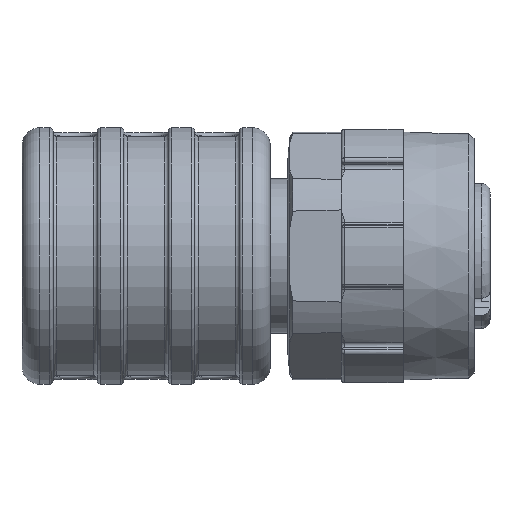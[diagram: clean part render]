
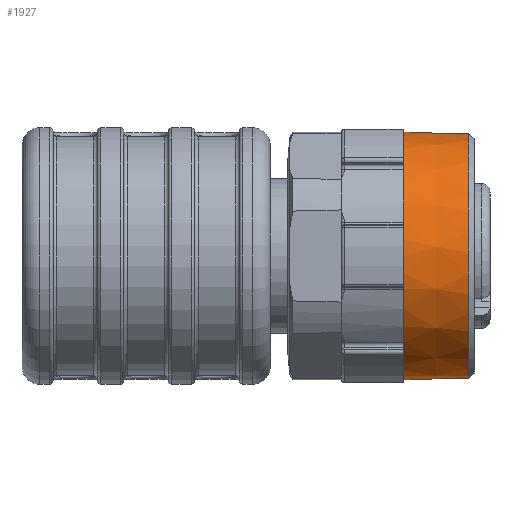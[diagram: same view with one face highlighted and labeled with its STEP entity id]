
A CAD part, front view. The second image highlights one B-rep face of the part: STEP entity #1927.
In plain terms, the highlighted conical face has half-angle 1 degrees and reference radius 7 mm.
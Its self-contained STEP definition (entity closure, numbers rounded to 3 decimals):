
#387=CONICAL_SURFACE('',#6776,7.,1.);
#1927=ADVANCED_FACE('',(#2321,#2322),#387,.T.);
#2321=FACE_BOUND('',#2549,.T.);
#2322=FACE_BOUND('',#2550,.T.);
#2549=EDGE_LOOP('',(#3594));
#2550=EDGE_LOOP('',(#3595,#3596,#3597,#3598,#3599,#3600,#3601,#3602,#3603,
#3604,#3605,#3606));
#3594=ORIENTED_EDGE('',*,*,#5664,.T.);
#3595=ORIENTED_EDGE('',*,*,#5665,.T.);
#3596=ORIENTED_EDGE('',*,*,#5505,.T.);
#3597=ORIENTED_EDGE('',*,*,#5666,.F.);
#3598=ORIENTED_EDGE('',*,*,#5533,.T.);
#3599=ORIENTED_EDGE('',*,*,#5667,.F.);
#3600=ORIENTED_EDGE('',*,*,#5554,.T.);
#3601=ORIENTED_EDGE('',*,*,#5668,.F.);
#3602=ORIENTED_EDGE('',*,*,#5575,.T.);
#3603=ORIENTED_EDGE('',*,*,#5669,.F.);
#3604=ORIENTED_EDGE('',*,*,#5596,.T.);
#3605=ORIENTED_EDGE('',*,*,#5670,.F.);
#3606=ORIENTED_EDGE('',*,*,#5663,.T.);
#4823=VERTEX_POINT('',#10057);
#4825=VERTEX_POINT('',#10060);
#4846=VERTEX_POINT('',#10127);
#4850=VERTEX_POINT('',#10136);
#4864=VERTEX_POINT('',#10190);
#4868=VERTEX_POINT('',#10199);
#4882=VERTEX_POINT('',#10253);
#4886=VERTEX_POINT('',#10262);
#4900=VERTEX_POINT('',#10316);
#4904=VERTEX_POINT('',#10325);
#4938=VERTEX_POINT('',#10548);
#4942=VERTEX_POINT('',#10557);
#4943=VERTEX_POINT('',#10561);
#5505=EDGE_CURVE('',#4825,#4823,#6230,.T.);
#5533=EDGE_CURVE('',#4846,#4850,#6245,.T.);
#5554=EDGE_CURVE('',#4864,#4868,#6255,.T.);
#5575=EDGE_CURVE('',#4882,#4886,#6265,.T.);
#5596=EDGE_CURVE('',#4900,#4904,#6275,.T.);
#5663=EDGE_CURVE('',#4938,#4942,#6301,.T.);
#5664=EDGE_CURVE('',#4943,#4943,#6302,.T.);
#5665=EDGE_CURVE('',#4942,#4825,#6303,.T.);
#5666=EDGE_CURVE('',#4846,#4823,#6304,.T.);
#5667=EDGE_CURVE('',#4864,#4850,#6305,.T.);
#5668=EDGE_CURVE('',#4882,#4868,#6306,.T.);
#5669=EDGE_CURVE('',#4900,#4886,#6307,.T.);
#5670=EDGE_CURVE('',#4938,#4904,#6308,.T.);
#6230=CIRCLE('',#6663,7.);
#6245=CIRCLE('',#6682,7.);
#6255=CIRCLE('',#6696,7.);
#6265=CIRCLE('',#6710,7.);
#6275=CIRCLE('',#6724,7.);
#6301=CIRCLE('',#6767,7.);
#6302=CIRCLE('',#6769,6.935);
#6303=CIRCLE('',#6770,7.);
#6304=CIRCLE('',#6771,7.);
#6305=CIRCLE('',#6772,7.);
#6306=CIRCLE('',#6773,7.);
#6307=CIRCLE('',#6774,7.);
#6308=CIRCLE('',#6775,7.);
#6663=AXIS2_PLACEMENT_3D('',#10059,#7706,#7707);
#6682=AXIS2_PLACEMENT_3D('',#10137,#7753,#7754);
#6696=AXIS2_PLACEMENT_3D('',#10200,#7788,#7789);
#6710=AXIS2_PLACEMENT_3D('',#10263,#7823,#7824);
#6724=AXIS2_PLACEMENT_3D('',#10326,#7858,#7859);
#6767=AXIS2_PLACEMENT_3D('',#10558,#7951,#7952);
#6769=AXIS2_PLACEMENT_3D('',#10560,#7955,#7956);
#6770=AXIS2_PLACEMENT_3D('',#10562,#7957,#7958);
#6771=AXIS2_PLACEMENT_3D('',#10563,#7959,#7960);
#6772=AXIS2_PLACEMENT_3D('',#10564,#7961,#7962);
#6773=AXIS2_PLACEMENT_3D('',#10565,#7963,#7964);
#6774=AXIS2_PLACEMENT_3D('',#10566,#7965,#7966);
#6775=AXIS2_PLACEMENT_3D('',#10567,#7967,#7968);
#6776=AXIS2_PLACEMENT_3D('',#10568,#7969,#7970);
#7706=DIRECTION('',(1.,0.,0.));
#7707=DIRECTION('',(0.,-0.5,0.866));
#7753=DIRECTION('',(1.,0.,0.));
#7754=DIRECTION('',(0.,-0.5,0.866));
#7788=DIRECTION('',(1.,0.,0.));
#7789=DIRECTION('',(0.,-0.5,0.866));
#7823=DIRECTION('',(1.,0.,0.));
#7824=DIRECTION('',(0.,-0.5,0.866));
#7858=DIRECTION('',(1.,0.,0.));
#7859=DIRECTION('',(0.,-0.5,0.866));
#7951=DIRECTION('',(1.,0.,0.));
#7952=DIRECTION('',(0.,-0.5,0.866));
#7955=DIRECTION('',(-1.,0.,0.));
#7956=DIRECTION('',(0.,-0.5,0.866));
#7957=DIRECTION('',(1.,0.,0.));
#7958=DIRECTION('',(0.,-0.5,0.866));
#7959=DIRECTION('',(-1.,0.,0.));
#7960=DIRECTION('',(0.,1.,0.));
#7961=DIRECTION('',(-1.,0.,0.));
#7962=DIRECTION('',(0.,0.5,0.866));
#7963=DIRECTION('',(-1.,0.,0.));
#7964=DIRECTION('',(0.,-0.5,0.866));
#7965=DIRECTION('',(-1.,0.,0.));
#7966=DIRECTION('',(0.,-1.,0.));
#7967=DIRECTION('',(-1.,0.,0.));
#7968=DIRECTION('',(0.,-0.5,-0.866));
#7969=DIRECTION('',(-1.,0.,0.));
#7970=DIRECTION('',(0.,0.5,-0.866));
#10057=CARTESIAN_POINT('',(109.562,16.981,-12.995));
#10059=CARTESIAN_POINT('',(109.562,18.723,-6.215));
#10060=CARTESIAN_POINT('',(109.562,13.723,-11.113));
#10127=CARTESIAN_POINT('',(109.562,20.465,-12.995));
#10136=CARTESIAN_POINT('',(109.562,23.724,-11.113));
#10137=CARTESIAN_POINT('',(109.562,18.723,-6.215));
#10190=CARTESIAN_POINT('',(109.562,25.466,-8.096));
#10199=CARTESIAN_POINT('',(109.562,25.466,-4.333));
#10200=CARTESIAN_POINT('',(109.562,18.723,-6.215));
#10253=CARTESIAN_POINT('',(109.562,23.724,-1.316));
#10262=CARTESIAN_POINT('',(109.562,20.465,0.565));
#10263=CARTESIAN_POINT('',(109.562,18.723,-6.215));
#10316=CARTESIAN_POINT('',(109.562,16.981,0.565));
#10325=CARTESIAN_POINT('',(109.562,13.723,-1.316));
#10326=CARTESIAN_POINT('',(109.562,18.723,-6.215));
#10548=CARTESIAN_POINT('',(109.562,11.981,-4.333));
#10557=CARTESIAN_POINT('',(109.562,11.981,-8.096));
#10558=CARTESIAN_POINT('',(109.562,18.723,-6.215));
#10560=CARTESIAN_POINT('',(113.262,18.723,-6.215));
#10561=CARTESIAN_POINT('',(113.262,15.256,-0.208));
#10562=CARTESIAN_POINT('',(109.562,18.723,-6.215));
#10563=CARTESIAN_POINT('',(109.562,18.723,-6.215));
#10564=CARTESIAN_POINT('',(109.562,18.723,-6.215));
#10565=CARTESIAN_POINT('',(109.562,18.723,-6.215));
#10566=CARTESIAN_POINT('',(109.562,18.723,-6.215));
#10567=CARTESIAN_POINT('',(109.562,18.723,-6.215));
#10568=CARTESIAN_POINT('',(109.562,18.723,-6.215));
